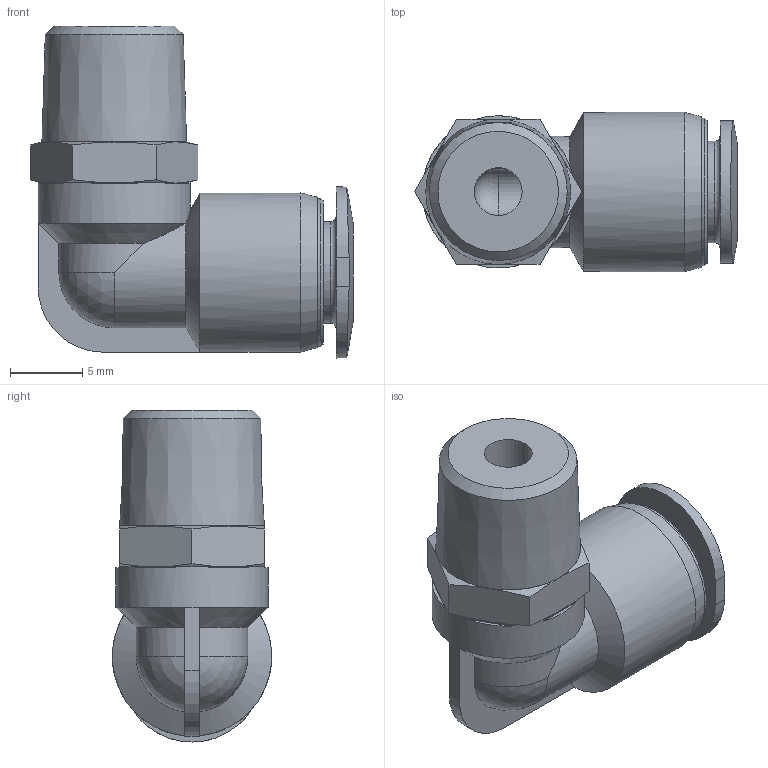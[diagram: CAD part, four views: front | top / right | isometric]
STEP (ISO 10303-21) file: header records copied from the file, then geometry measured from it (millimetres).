
FILE_DESCRIPTION(/* description */ ('STEP AP214'),/* implementation_level */ '2;1');
FILE_NAME(/* name */ '130765_QSML-1_8-6-100',/* time_stamp */ '2024-09-14T12:33:23+02:00',/* author */ ('License CC BY-ND 4.0'),/* organization */ ('CADENAS'),/* preprocessor_version */ 'ST-DEVELOPER v19.3',/* originating_system */ 'PARTsolutions',/* authorisation */ ' ');
FILE_SCHEMA (('AUTOMOTIVE_DESIGN {1 0 10303 214 3 1 1}'));
Length unit declared in the file: millimetre
Products named in the file (1): 130765 QSML-1/8-6-100
Bounding box: 22.27 x 11 x 22.9 mm (x, y, z)
Volume: 1966.6 mm3; surface area: 1781.6 mm2
Topology: 1 solids, 1 shells, 79 faces, 182 edges, 108 vertices
Faces by surface type: plane 40, cone 20, cylinder 14, sphere 3, torus 2
Full cylindrical faces by diameter (mm): 3.3 x2, 6 x1, 7 x1, 10.158 x1, 10.5 x1, 11 x1
Entity records: 2721 total; most frequent: CARTESIAN_POINT 469, DIRECTION 352, ORIENTED_EDGE 326, EDGE_CURVE 163, AXIS2_PLACEMENT_3D 146, VERTEX_POINT 104, EDGE_LOOP 99, FACE_BOUND 99
